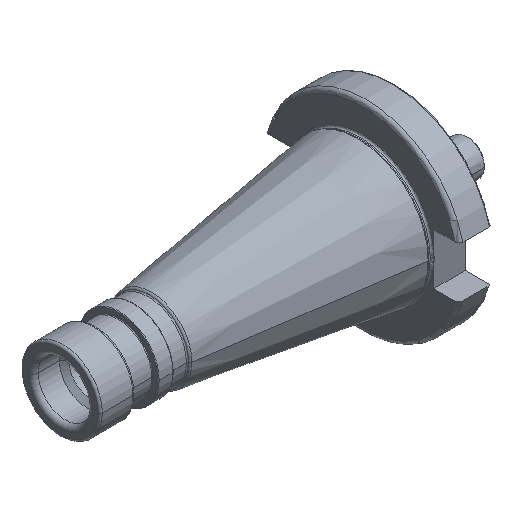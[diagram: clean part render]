
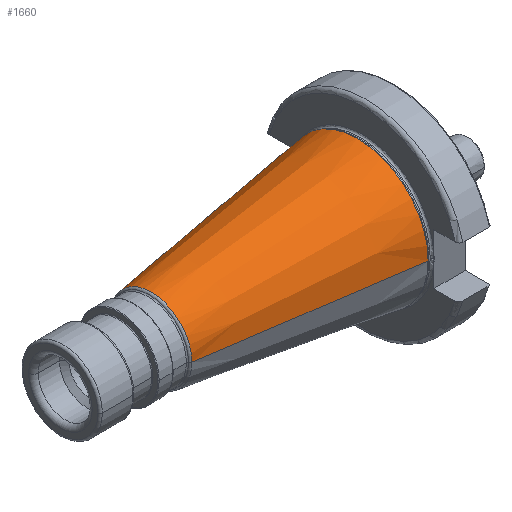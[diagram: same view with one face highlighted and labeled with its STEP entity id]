
A CAD part, isometric view. The second image highlights one B-rep face of the part: STEP entity #1660.
In plain terms, the highlighted conical face has half-angle 8.297 degrees and reference radius 22.24 mm.
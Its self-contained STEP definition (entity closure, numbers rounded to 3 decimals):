
#14 = DIRECTION ( 'NONE',  ( 0., 1., 0. ) ) ;
#269 = CARTESIAN_POINT ( 'NONE',  ( 28.599, -12.775, 0. ) ) ;
#277 = CARTESIAN_POINT ( 'NONE',  ( 93.5, -22.24, 0. ) ) ;
#278 = VERTEX_POINT ( 'NONE', #269 ) ;
#467 = VECTOR ( 'NONE', #820, 1000. ) ;
#511 = CARTESIAN_POINT ( 'NONE',  ( 93.5, 0., 0. ) ) ;
#611 = CARTESIAN_POINT ( 'NONE',  ( 93.5, 0., 0. ) ) ;
#649 = DIRECTION ( 'NONE',  ( 1., 0., 0. ) ) ;
#667 = DIRECTION ( 'NONE',  ( 0., 1., 0. ) ) ;
#820 = DIRECTION ( 'NONE',  ( 0.99, 0.144, 0. ) ) ;
#838 = FACE_OUTER_BOUND ( 'NONE', #1645, .T. ) ;
#881 = LINE ( 'NONE', #1449, #467 ) ;
#981 = CIRCLE ( 'NONE', #1253, 12.775 ) ;
#1076 = AXIS2_PLACEMENT_3D ( 'NONE', #611, #1871, #14 ) ;
#1229 = AXIS2_PLACEMENT_3D ( 'NONE', #511, #1599, #667 ) ;
#1253 = AXIS2_PLACEMENT_3D ( 'NONE', #1584, #649, #1747 ) ;
#1305 = EDGE_CURVE ( 'NONE', #1628, #278, #981, .T. ) ;
#1319 = EDGE_CURVE ( 'NONE', #278, #1451, #1767, .T. ) ;
#1353 = VECTOR ( 'NONE', #1907, 1000. ) ;
#1358 = EDGE_CURVE ( 'NONE', #2001, #1451, #1714, .T. ) ;
#1366 = EDGE_CURVE ( 'NONE', #1628, #2001, #881, .T. ) ;
#1384 = ORIENTED_EDGE ( 'NONE', *, *, #1366, .F. ) ;
#1432 = ORIENTED_EDGE ( 'NONE', *, *, #1358, .F. ) ;
#1436 = CARTESIAN_POINT ( 'NONE',  ( 93.5, -22.24, 0. ) ) ;
#1449 = CARTESIAN_POINT ( 'NONE',  ( 93.5, 22.24, 0. ) ) ;
#1451 = VERTEX_POINT ( 'NONE', #277 ) ;
#1516 = ORIENTED_EDGE ( 'NONE', *, *, #1305, .T. ) ;
#1537 = ORIENTED_EDGE ( 'NONE', *, *, #1319, .T. ) ;
#1547 = CARTESIAN_POINT ( 'NONE',  ( 28.599, 12.775, 0. ) ) ;
#1584 = CARTESIAN_POINT ( 'NONE',  ( 28.599, 0., 0. ) ) ;
#1599 = DIRECTION ( 'NONE',  ( 1., 0., 0. ) ) ;
#1627 = CONICAL_SURFACE ( 'NONE', #1076, 22.24, 0.145 ) ;
#1628 = VERTEX_POINT ( 'NONE', #1547 ) ;
#1645 = EDGE_LOOP ( 'NONE', ( #1516, #1537, #1432, #1384 ) ) ;
#1660 = ADVANCED_FACE ( 'NONE', ( #838 ), #1627, .T. ) ;
#1714 = CIRCLE ( 'NONE', #1229, 22.24 ) ;
#1747 = DIRECTION ( 'NONE',  ( 0., 1., 0. ) ) ;
#1767 = LINE ( 'NONE', #1436, #1353 ) ;
#1871 = DIRECTION ( 'NONE',  ( 1., 0., 0. ) ) ;
#1907 = DIRECTION ( 'NONE',  ( 0.99, -0.144, 0. ) ) ;
#1937 = CARTESIAN_POINT ( 'NONE',  ( 93.5, 22.24, 0. ) ) ;
#2001 = VERTEX_POINT ( 'NONE', #1937 ) ;
